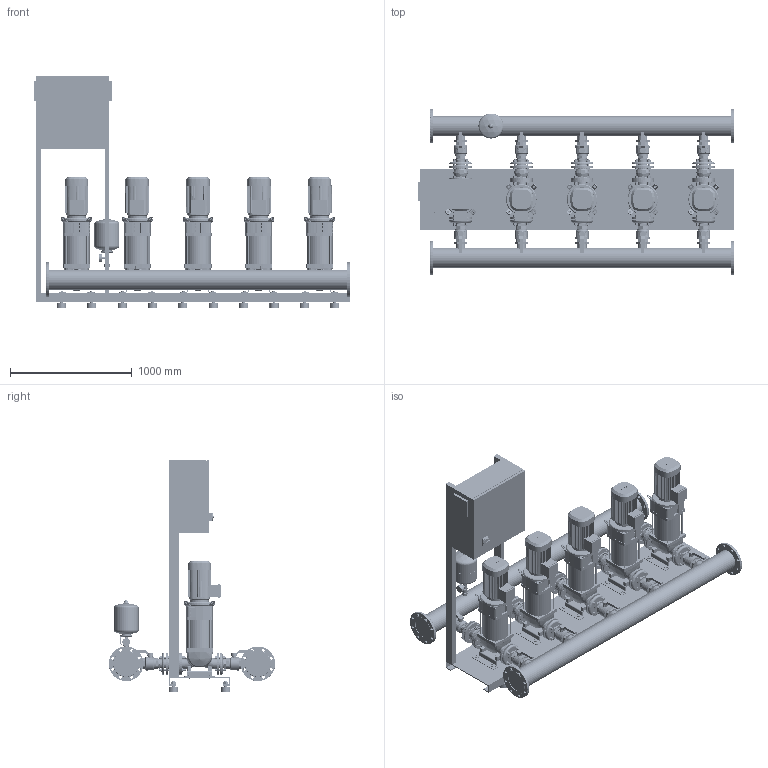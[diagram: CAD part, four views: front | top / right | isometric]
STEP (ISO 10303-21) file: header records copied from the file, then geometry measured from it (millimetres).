
FILE_DESCRIPTION((''),'2;1');
FILE_NAME('3d_CO-5HELIXV3602_2_K_CC-01-2530607.stp','2016-01-25T08:39:20',(''),(''),'Mechanical Desktop 2009','Mechanical Desktop 2009',', , ');
FILE_SCHEMA(('CONFIG_CONTROL_DESIGN'));
Length unit declared in the file: millimetre
Products named in the file (1): Product
Bounding box: 2600 x 1369 x 1905 mm (x, y, z)
Volume: 442365915.4 mm3; surface area: 23687569.2 mm2
Topology: 293 solids, 293 shells, 9079 faces, 23148 edges, 15011 vertices
Faces by surface type: bspline 3386, plane 3246, cylinder 1835, cone 336, torus 274, sphere 2
Entity records: 318690 total; most frequent: CARTESIAN_POINT 103475, ORIENTED_EDGE 46196, DIRECTION 41575, EDGE_CURVE 23098, VERTEX_POINT 14995, AXIS2_PLACEMENT_3D 13906, VECTOR 13763, LINE 13763
